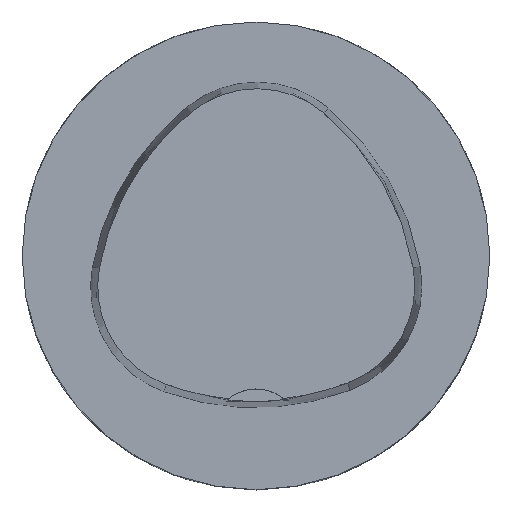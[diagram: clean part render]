
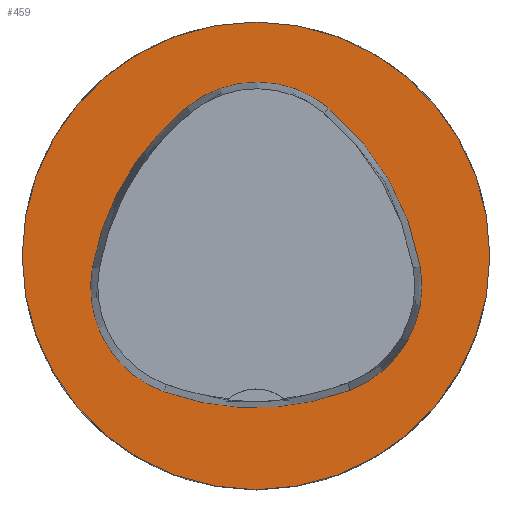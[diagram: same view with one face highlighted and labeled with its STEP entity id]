
A CAD part, top view. The second image highlights one B-rep face of the part: STEP entity #459.
In plain terms, the highlighted planar face has unit normal (0, 0, 1).
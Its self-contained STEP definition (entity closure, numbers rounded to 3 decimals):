
#228=PLANE('',#4729);
#345=FACE_BOUND('',#1008,.T.);
#346=FACE_BOUND('',#1009,.T.);
#459=ADVANCED_FACE('',(#345,#346),#228,.T.);
#1008=EDGE_LOOP('',(#2263,#2264,#2265,#2266,#2267,#2268));
#1009=EDGE_LOOP('',(#2269));
#1280=CIRCLE('',#4701,31.5);
#1281=CIRCLE('',#4707,36.);
#1283=CIRCLE('',#4710,15.);
#1285=CIRCLE('',#4713,36.);
#1287=CIRCLE('',#4716,15.);
#1291=CIRCLE('',#4721,36.);
#1293=CIRCLE('',#4724,15.);
#2263=ORIENTED_EDGE('',*,*,#3916,.T.);
#2264=ORIENTED_EDGE('',*,*,#3896,.T.);
#2265=ORIENTED_EDGE('',*,*,#3900,.T.);
#2266=ORIENTED_EDGE('',*,*,#3903,.T.);
#2267=ORIENTED_EDGE('',*,*,#3906,.T.);
#2268=ORIENTED_EDGE('',*,*,#3914,.T.);
#2269=ORIENTED_EDGE('',*,*,#3887,.F.);
#3440=VERTEX_POINT('',#7124);
#3449=VERTEX_POINT('',#7143);
#3450=VERTEX_POINT('',#7144);
#3453=VERTEX_POINT('',#7152);
#3455=VERTEX_POINT('',#7158);
#3457=VERTEX_POINT('',#7164);
#3464=VERTEX_POINT('',#7185);
#3887=EDGE_CURVE('',#3440,#3440,#1280,.T.);
#3896=EDGE_CURVE('',#3449,#3450,#1281,.T.);
#3900=EDGE_CURVE('',#3450,#3453,#1283,.T.);
#3903=EDGE_CURVE('',#3453,#3455,#1285,.T.);
#3906=EDGE_CURVE('',#3455,#3457,#1287,.T.);
#3914=EDGE_CURVE('',#3457,#3464,#1291,.T.);
#3916=EDGE_CURVE('',#3464,#3449,#1293,.T.);
#4701=AXIS2_PLACEMENT_3D('',#7123,#5324,#5325);
#4707=AXIS2_PLACEMENT_3D('',#7142,#5340,#5341);
#4710=AXIS2_PLACEMENT_3D('',#7151,#5348,#5349);
#4713=AXIS2_PLACEMENT_3D('',#7157,#5355,#5356);
#4716=AXIS2_PLACEMENT_3D('',#7163,#5362,#5363);
#4721=AXIS2_PLACEMENT_3D('',#7186,#5374,#5375);
#4724=AXIS2_PLACEMENT_3D('',#7189,#5380,#5381);
#4729=AXIS2_PLACEMENT_3D('',#7194,#5390,#5391);
#5324=DIRECTION('',(0.,0.,-1.));
#5325=DIRECTION('',(-1.,0.,0.));
#5340=DIRECTION('',(0.,0.,-1.));
#5341=DIRECTION('',(-1.,0.,0.));
#5348=DIRECTION('',(0.,0.,-1.));
#5349=DIRECTION('',(-1.,0.,0.));
#5355=DIRECTION('',(0.,0.,-1.));
#5356=DIRECTION('',(-1.,0.,0.));
#5362=DIRECTION('',(0.,0.,-1.));
#5363=DIRECTION('',(-1.,0.,0.));
#5374=DIRECTION('',(0.,0.,-1.));
#5375=DIRECTION('',(-1.,0.,0.));
#5380=DIRECTION('',(0.,0.,-1.));
#5381=DIRECTION('',(-1.,0.,0.));
#5390=DIRECTION('',(0.,0.,1.));
#5391=DIRECTION('',(1.,0.,0.));
#7123=CARTESIAN_POINT('',(0.,0.,0.));
#7124=CARTESIAN_POINT('',(-31.5,0.,0.));
#7142=CARTESIAN_POINT('',(13.398,-7.893,0.));
#7143=CARTESIAN_POINT('',(-22.041,-1.562,0.));
#7144=CARTESIAN_POINT('',(-9.317,20.036,0.));
#7151=CARTESIAN_POINT('',(0.148,8.399,0.));
#7152=CARTESIAN_POINT('',(9.779,19.898,0.));
#7157=CARTESIAN_POINT('',(-13.337,-7.7,0.));
#7158=CARTESIAN_POINT('',(22.122,-1.48,0.));
#7163=CARTESIAN_POINT('',(7.347,-4.071,0.));
#7164=CARTESIAN_POINT('',(12.693,-18.087,0.));
#7185=CARTESIAN_POINT('',(-12.373,-18.307,0.));
#7186=CARTESIAN_POINT('',(-0.137,15.55,0.));
#7189=CARTESIAN_POINT('',(-7.275,-4.2,0.));
#7194=CARTESIAN_POINT('',(0.,0.,0.));
